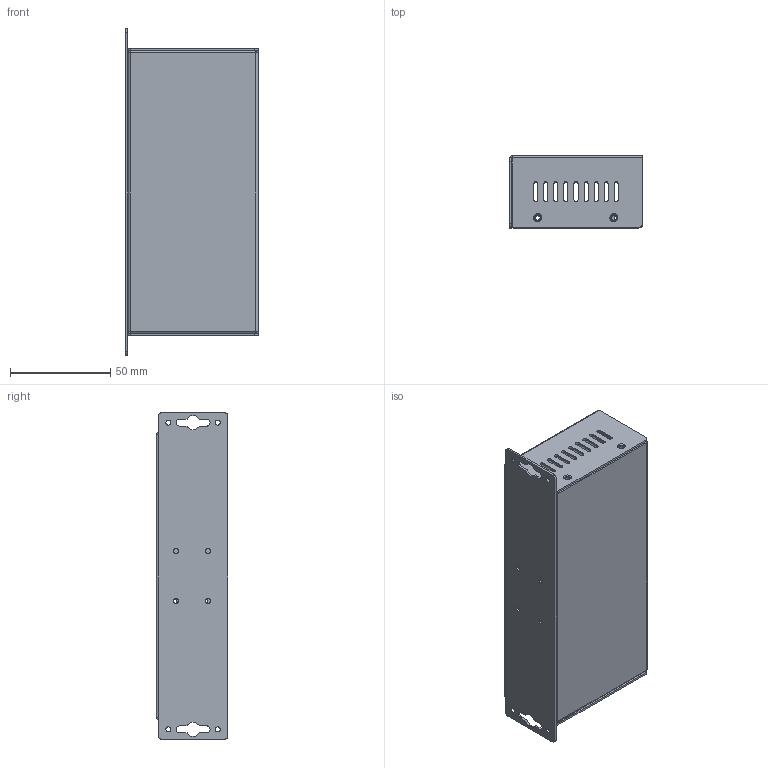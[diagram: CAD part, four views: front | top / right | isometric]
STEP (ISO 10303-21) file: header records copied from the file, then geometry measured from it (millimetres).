
FILE_DESCRIPTION(/* description */ (''),/* implementation_level */ '2;1');
FILE_NAME(/* name */ '7U3ML ASSEMBLED.stp',/* time_stamp */ '2018-12-12T15:53:50-05:00',/* author */ ('Kieran'),/* organization */ (''),/* preprocessor_version */ 'ST-DEVELOPER v16.13',/* originating_system */ 'Autodesk Inventor 2018',/* authorisation */ '');
FILE_SCHEMA (('AUTOMOTIVE_DESIGN { 1 0 10303 214 3 1 1 }'));
Length unit declared in the file: millimetre
Products named in the file (3): 7U3ML ASSEMBLED; 7u3ml; 7u3ml Top
Assembly tree (2 placements, depth 2):
  7U3ML ASSEMBLED
    7u3ml
    7u3ml Top
Bounding box: 66 x 35.9 x 163 mm (x, y, z)
Volume: 35788 mm3; surface area: 73748 mm2
Topology: 2 solids, 2 shells, 468 faces, 1290 edges, 863 vertices
Faces by surface type: plane 222, cylinder 161, bspline 69, cone 16
Full cylindrical faces by diameter (mm): 2.459 x28, 2.5 x4, 3 x4, 3.5 x1, 5.25 x4
Entity records: 17100 total; most frequent: CARTESIAN_POINT 5281, ORIENTED_EDGE 2410, DIRECTION 2253, EDGE_CURVE 1205, VERTEX_POINT 816, AXIS2_PLACEMENT_3D 760, LINE 733, VECTOR 733
